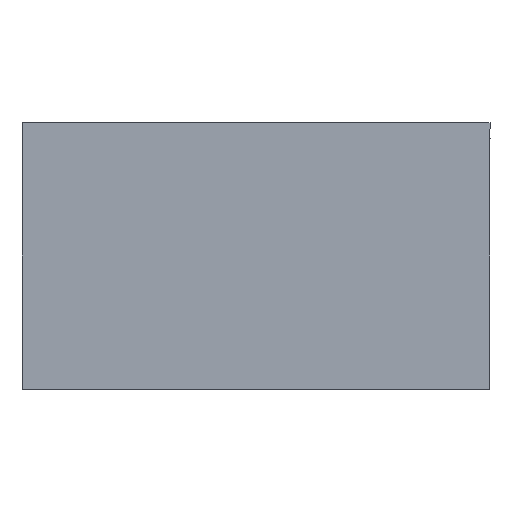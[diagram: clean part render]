
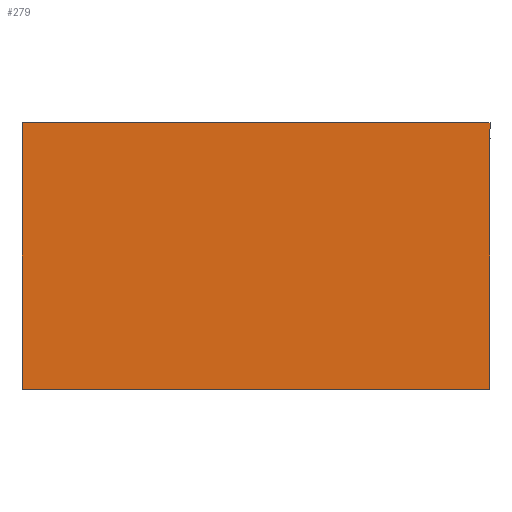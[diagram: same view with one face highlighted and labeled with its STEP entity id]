
A CAD part, front view. The second image highlights one B-rep face of the part: STEP entity #279.
In plain terms, the highlighted planar face has unit normal (0, -1, 0).
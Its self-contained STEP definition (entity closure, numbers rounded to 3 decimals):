
#28=FACE_OUTER_BOUND('',#43,.T.);
#43=EDGE_LOOP('',(#187,#188,#189,#190));
#59=LINE('',#423,#90);
#60=LINE('',#425,#91);
#61=LINE('',#427,#92);
#62=LINE('',#428,#93);
#90=VECTOR('',#342,10.);
#91=VECTOR('',#343,10.);
#92=VECTOR('',#344,10.);
#93=VECTOR('',#345,10.);
#121=VERTEX_POINT('',#421);
#122=VERTEX_POINT('',#422);
#123=VERTEX_POINT('',#424);
#124=VERTEX_POINT('',#426);
#147=EDGE_CURVE('',#121,#122,#59,.T.);
#148=EDGE_CURVE('',#123,#121,#60,.T.);
#149=EDGE_CURVE('',#124,#123,#61,.T.);
#150=EDGE_CURVE('',#122,#124,#62,.T.);
#187=ORIENTED_EDGE('',*,*,#147,.F.);
#188=ORIENTED_EDGE('',*,*,#148,.F.);
#189=ORIENTED_EDGE('',*,*,#149,.F.);
#190=ORIENTED_EDGE('',*,*,#150,.F.);
#267=PLANE('',#314);
#279=ADVANCED_FACE('',(#28),#267,.F.);
#314=AXIS2_PLACEMENT_3D('',#420,#340,#341);
#340=DIRECTION('center_axis',(0.,1.,0.));
#341=DIRECTION('ref_axis',(0.,0.,1.));
#342=DIRECTION('',(-1.,0.,0.));
#343=DIRECTION('',(0.,0.,-1.));
#344=DIRECTION('',(1.,0.,0.));
#345=DIRECTION('',(0.,0.,1.));
#420=CARTESIAN_POINT('Origin',(-45.3,4.,-43.75));
#421=CARTESIAN_POINT('',(-27.3,4.,-54.));
#422=CARTESIAN_POINT('',(-63.3,4.,-54.));
#423=CARTESIAN_POINT('',(-14.702,4.,-54.));
#424=CARTESIAN_POINT('',(-27.3,4.,-33.5));
#425=CARTESIAN_POINT('',(-27.3,4.,-43.75));
#426=CARTESIAN_POINT('',(-63.3,4.,-33.5));
#427=CARTESIAN_POINT('',(-54.3,4.,-33.5));
#428=CARTESIAN_POINT('',(-63.3,4.,-21.617));
